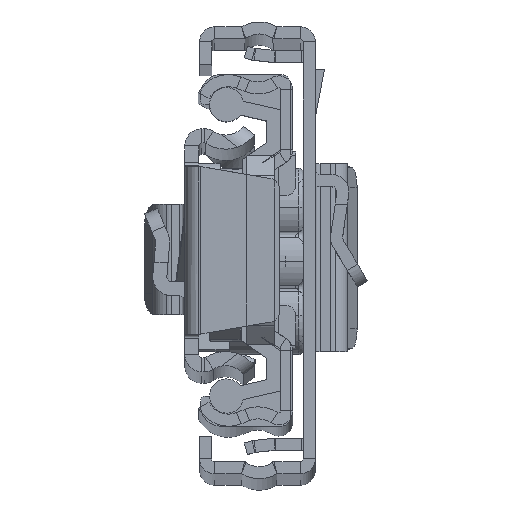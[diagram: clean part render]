
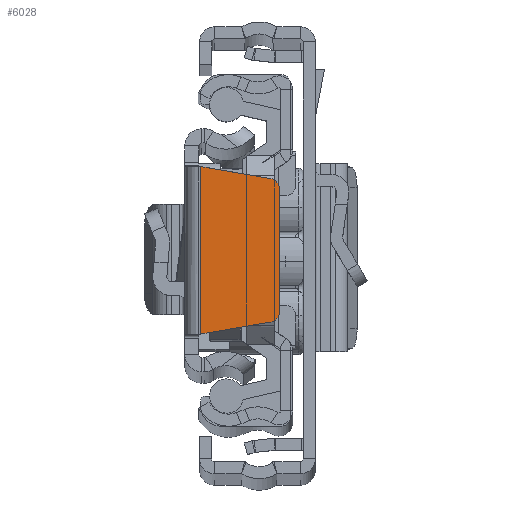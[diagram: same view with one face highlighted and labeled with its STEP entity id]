
A CAD part, top view. The second image highlights one B-rep face of the part: STEP entity #6028.
In plain terms, the highlighted planar face has unit normal (0, 0, 1).
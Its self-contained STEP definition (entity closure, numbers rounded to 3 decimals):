
#144 = EDGE_CURVE ( 'NONE', #16160, #10127, #13094, .T. ) ;
#405 = EDGE_CURVE ( 'NONE', #12364, #16160, #3788, .T. ) ;
#924 = FACE_OUTER_BOUND ( 'NONE', #15867, .T. ) ;
#1140 = DIRECTION ( 'NONE',  ( 0., 0., -1. ) ) ;
#1444 = ORIENTED_EDGE ( 'NONE', *, *, #11913, .T. ) ;
#1642 = CARTESIAN_POINT ( 'NONE',  ( 9.4, 6.156, 0. ) ) ;
#1960 = AXIS2_PLACEMENT_3D ( 'NONE', #15455, #4952, #8558 ) ;
#2023 = CARTESIAN_POINT ( 'NONE',  ( 9.4, -6.156, 0. ) ) ;
#2105 = VERTEX_POINT ( 'NONE', #1642 ) ;
#2557 = CARTESIAN_POINT ( 'NONE',  ( 1.6, -8.333, 0. ) ) ;
#3308 = DIRECTION ( 'NONE',  ( 0., 0., 1. ) ) ;
#3788 = LINE ( 'NONE', #10493, #7553 ) ;
#4952 = DIRECTION ( 'NONE',  ( 0., 0., 1. ) ) ;
#5113 = CIRCLE ( 'NONE', #1960, 1. ) ;
#5965 = CARTESIAN_POINT ( 'NONE',  ( 9.4, 6.156, 0. ) ) ;
#6028 = ADVANCED_FACE ( 'NONE', ( #924 ), #21132, .F. ) ;
#6035 = CARTESIAN_POINT ( 'NONE',  ( 8.568, -7.142, 0. ) ) ;
#7349 = ORIENTED_EDGE ( 'NONE', *, *, #405, .T. ) ;
#7427 = CARTESIAN_POINT ( 'NONE',  ( 8.4, 6.156, 0. ) ) ;
#7495 = ORIENTED_EDGE ( 'NONE', *, *, #15233, .T. ) ;
#7553 = VECTOR ( 'NONE', #17158, 1000. ) ;
#8558 = DIRECTION ( 'NONE',  ( 1., 0., 0. ) ) ;
#8963 = ORIENTED_EDGE ( 'NONE', *, *, #19859, .T. ) ;
#9222 = LINE ( 'NONE', #18276, #20830 ) ;
#9433 = DIRECTION ( 'NONE',  ( -0.986, 0.168, 0. ) ) ;
#10127 = VERTEX_POINT ( 'NONE', #6035 ) ;
#10493 = CARTESIAN_POINT ( 'NONE',  ( 1.6, -8.333, 0. ) ) ;
#10716 = DIRECTION ( 'NONE',  ( 1., 0., 0. ) ) ;
#11636 = DIRECTION ( 'NONE',  ( 1., 0., 0. ) ) ;
#11913 = EDGE_CURVE ( 'NONE', #12055, #12364, #9222, .T. ) ;
#12055 = VERTEX_POINT ( 'NONE', #16951 ) ;
#12364 = VERTEX_POINT ( 'NONE', #13359 ) ;
#13094 = LINE ( 'NONE', #19795, #19082 ) ;
#13269 = CARTESIAN_POINT ( 'NONE',  ( 8.4, 6.156, 0. ) ) ;
#13317 = DIRECTION ( 'NONE',  ( 0.986, 0.168, 0. ) ) ;
#13359 = CARTESIAN_POINT ( 'NONE',  ( 1.6, 8.333, 0. ) ) ;
#14037 = VECTOR ( 'NONE', #19009, 1000. ) ;
#14099 = AXIS2_PLACEMENT_3D ( 'NONE', #7427, #1140, #10716 ) ;
#14174 = LINE ( 'NONE', #5965, #14037 ) ;
#14534 = ORIENTED_EDGE ( 'NONE', *, *, #144, .T. ) ;
#15233 = EDGE_CURVE ( 'NONE', #10127, #18513, #5113, .T. ) ;
#15272 = ORIENTED_EDGE ( 'NONE', *, *, #16459, .T. ) ;
#15455 = CARTESIAN_POINT ( 'NONE',  ( 8.4, -6.156, 0. ) ) ;
#15867 = EDGE_LOOP ( 'NONE', ( #7349, #14534, #7495, #8963, #15272, #1444 ) ) ;
#16160 = VERTEX_POINT ( 'NONE', #2557 ) ;
#16459 = EDGE_CURVE ( 'NONE', #2105, #12055, #19872, .T. ) ;
#16951 = CARTESIAN_POINT ( 'NONE',  ( 8.568, 7.142, 0. ) ) ;
#17158 = DIRECTION ( 'NONE',  ( 0., -1., 0. ) ) ;
#18276 = CARTESIAN_POINT ( 'NONE',  ( 1.5, 8.35, 0. ) ) ;
#18513 = VERTEX_POINT ( 'NONE', #2023 ) ;
#19009 = DIRECTION ( 'NONE',  ( 0., 1., 0. ) ) ;
#19082 = VECTOR ( 'NONE', #13317, 1000. ) ;
#19795 = CARTESIAN_POINT ( 'NONE',  ( 8.568, -7.142, 0. ) ) ;
#19859 = EDGE_CURVE ( 'NONE', #18513, #2105, #14174, .T. ) ;
#19872 = CIRCLE ( 'NONE', #20220, 1. ) ;
#20220 = AXIS2_PLACEMENT_3D ( 'NONE', #13269, #3308, #11636 ) ;
#20830 = VECTOR ( 'NONE', #9433, 1000. ) ;
#21132 = PLANE ( 'NONE',  #14099 ) ;
